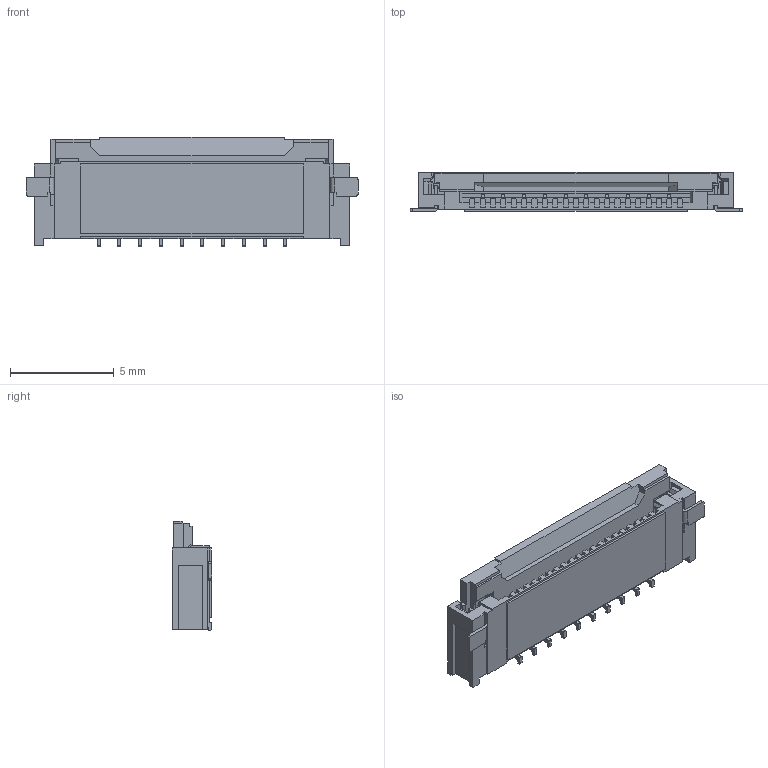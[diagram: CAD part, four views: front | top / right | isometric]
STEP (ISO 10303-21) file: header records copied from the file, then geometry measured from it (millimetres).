
FILE_DESCRIPTION((''),'2;1');
FILE_NAME('2005280100','2019-02-22T',('gga'),(''),'PRO/ENGINEER BY PARAMETRIC TECHNOLOGY CORPORATION, 2016010','PRO/ENGINEER BY PARAMETRIC TECHNOLOGY CORPORATION, 2016010','');
FILE_SCHEMA(('CONFIG_CONTROL_DESIGN'));
Length unit declared in the file: millimetre
Products named in the file (1): 2005280100
Bounding box: 16 x 1.9 x 5.3 mm (x, y, z)
Volume: 89 mm3; surface area: 358.6 mm2
Topology: 1 solids, 1 shells, 744 faces, 2273 edges, 1512 vertices
Faces by surface type: plane 699, cylinder 45
Entity records: 24948 total; most frequent: CARTESIAN_POINT 4510, ORIENTED_EDGE 4450, DIRECTION 3869, EDGE_CURVE 2225, VECTOR 2155, LINE 2155, VERTEX_POINT 1464, AXIS2_PLACEMENT_3D 857
